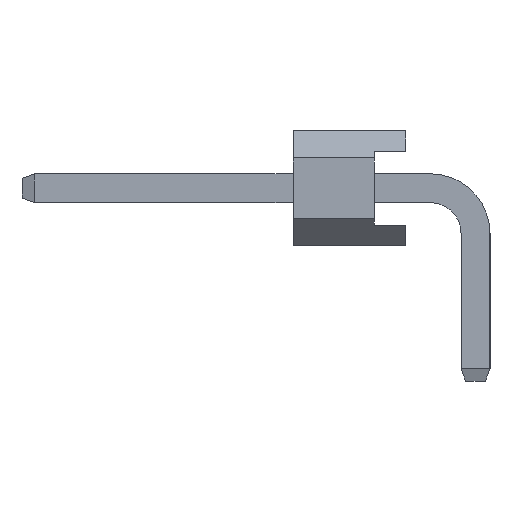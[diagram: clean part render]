
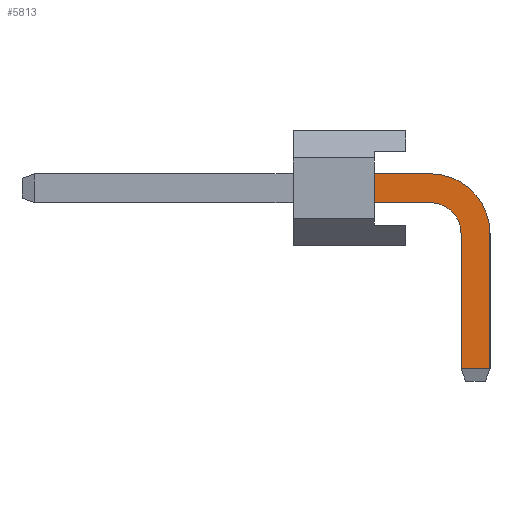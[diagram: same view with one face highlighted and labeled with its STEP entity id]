
A CAD part, left-side view. The second image highlights one B-rep face of the part: STEP entity #5813.
In plain terms, the highlighted planar face has unit normal (-1, 0, 0).
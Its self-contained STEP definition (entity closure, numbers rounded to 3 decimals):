
#5813=ADVANCED_FACE('',(#16249),#16251,.T.);
#16249=FACE_BOUND('',#16250,.T.);
#16250=EDGE_LOOP('',(#24745,#24746,#24747,#24748,#24749,#24750,#24751,#24752));
#16251=PLANE('',#16252);
#16252=AXIS2_PLACEMENT_3D('',#16253,#16254,#16255);
#16253=CARTESIAN_POINT('',(-0.32,0.32,-3.));
#16254=DIRECTION('',(-1.,0.,0.));
#16255=DIRECTION('',(0.,-1.,0.));
#24745=ORIENTED_EDGE('',*,*,#29799,.T.);
#24746=ORIENTED_EDGE('',*,*,#29800,.T.);
#24747=ORIENTED_EDGE('',*,*,#29801,.T.);
#24748=ORIENTED_EDGE('',*,*,#29802,.T.);
#24749=ORIENTED_EDGE('',*,*,#28129,.T.);
#24750=ORIENTED_EDGE('',*,*,#29803,.F.);
#24751=ORIENTED_EDGE('',*,*,#29804,.F.);
#24752=ORIENTED_EDGE('',*,*,#29805,.F.);
#28129=EDGE_CURVE('',#32215,#32216,#32217,.T.);
#29799=EDGE_CURVE('',#34837,#34838,#34839,.T.);
#29800=EDGE_CURVE('',#34838,#34840,#34841,.T.);
#29801=EDGE_CURVE('',#34840,#34842,#34843,.T.);
#29802=EDGE_CURVE('',#34842,#32215,#34844,.T.);
#29803=EDGE_CURVE('',#34845,#32216,#34846,.T.);
#29804=EDGE_CURVE('',#34847,#34845,#34848,.T.);
#29805=EDGE_CURVE('',#34837,#34847,#34849,.T.);
#32215=VERTEX_POINT('',#39185);
#32216=VERTEX_POINT('',#39186);
#32217=LINE('',#39187,#39188);
#34837=VERTEX_POINT('',#45303);
#34838=VERTEX_POINT('',#45304);
#34839=LINE('',#45305,#45306);
#34840=VERTEX_POINT('',#45308);
#34841=LINE('',#45309,#45310);
#34842=VERTEX_POINT('',#45312);
#34843=CIRCLE('',#45313,1.32);
#34844=LINE('',#45317,#45318);
#34845=VERTEX_POINT('',#45320);
#34846=LINE('',#45321,#45322);
#34847=VERTEX_POINT('',#45324);
#34848=CIRCLE('',#45325,0.68);
#34849=LINE('',#45329,#45330);
#39185=CARTESIAN_POINT('',(-0.32,2.24,1.59));
#39186=CARTESIAN_POINT('',(-0.32,2.24,0.95));
#39187=CARTESIAN_POINT('',(-0.32,2.24,1.59));
#39188=VECTOR('',#39189,1.);
#39189=DIRECTION('',(0.,0.,-1.));
#45303=CARTESIAN_POINT('',(-0.32,0.32,-2.725));
#45304=CARTESIAN_POINT('',(-0.32,-0.32,-2.725));
#45305=CARTESIAN_POINT('',(-0.32,0.32,-2.725));
#45306=VECTOR('',#45307,1.);
#45307=DIRECTION('',(0.,-1.,0.));
#45308=CARTESIAN_POINT('',(-0.32,-0.32,0.27));
#45309=CARTESIAN_POINT('',(-0.32,-0.32,-2.725));
#45310=VECTOR('',#45311,1.);
#45311=DIRECTION('',(0.,0.,1.));
#45312=CARTESIAN_POINT('',(-0.32,1.,1.59));
#45313=AXIS2_PLACEMENT_3D('',#45314,#45315,#45316);
#45314=CARTESIAN_POINT('',(-0.32,1.,0.27));
#45315=DIRECTION('',(-1.,-0.,0.));
#45316=DIRECTION('',(0.,-1.,0.));
#45317=CARTESIAN_POINT('',(-0.32,1.,1.59));
#45318=VECTOR('',#45319,1.);
#45319=DIRECTION('',(0.,1.,0.));
#45320=CARTESIAN_POINT('',(-0.32,1.,0.95));
#45321=CARTESIAN_POINT('',(-0.32,1.,0.95));
#45322=VECTOR('',#45323,1.);
#45323=DIRECTION('',(0.,1.,0.));
#45324=CARTESIAN_POINT('',(-0.32,0.32,0.27));
#45325=AXIS2_PLACEMENT_3D('',#45326,#45327,#45328);
#45326=CARTESIAN_POINT('',(-0.32,1.,0.27));
#45327=DIRECTION('',(-1.,-0.,0.));
#45328=DIRECTION('',(0.,-1.,0.));
#45329=CARTESIAN_POINT('',(-0.32,0.32,-2.725));
#45330=VECTOR('',#45331,1.);
#45331=DIRECTION('',(0.,0.,1.));
